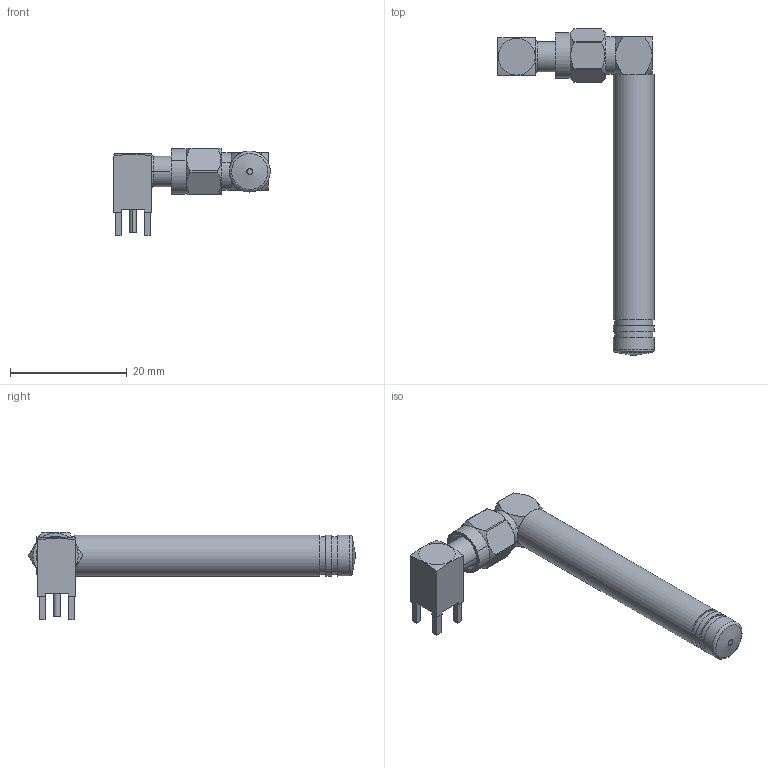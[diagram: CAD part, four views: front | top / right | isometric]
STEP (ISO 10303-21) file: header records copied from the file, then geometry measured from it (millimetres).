
FILE_DESCRIPTION(('FreeCAD Model'),'2;1');
FILE_NAME('Open CASCADE Shape Model','2022-04-07T16:21:17',('Author'),( ''),'Open CASCADE STEP processor 7.5','FreeCAD','Unknown');
FILE_SCHEMA(('AUTOMOTIVE_DESIGN { 1 0 10303 214 1 1 1 1 }'));
Length unit declared in the file: millimetre
Products named in the file (8): Part001; Part; RP-SMA FEMALE TO 90DEG MALE; SMA J01151A0191; COMPOUND; SOLID; Part002; Body
Assembly tree (7 placements, depth 3):
  Part001
    Part
      RP-SMA FEMALE TO 90DEG MALE
    SMA J01151A0191
      COMPOUND
      SOLID
    Part002
      Body
Bounding box: 26.75 x 55.75 x 15 mm (x, y, z)
Volume: 3226.8 mm3; surface area: 2584 mm2
Topology: 3 solids, 3 shells, 146 faces, 341 edges, 219 vertices
Faces by surface type: plane 63, cylinder 50, cone 23, bspline 7, torus 2, revolution 1
Full cylindrical faces by diameter (mm): 6.5 x2, 7 x3
Entity records: 11864 total; most frequent: CARTESIAN_POINT 5079, DIRECTION 1175, ORIENTED_EDGE 680, PCURVE 680, DEFINITIONAL_REPRESENTATION 680, LINE 620, VECTOR 620, EDGE_CURVE 340
